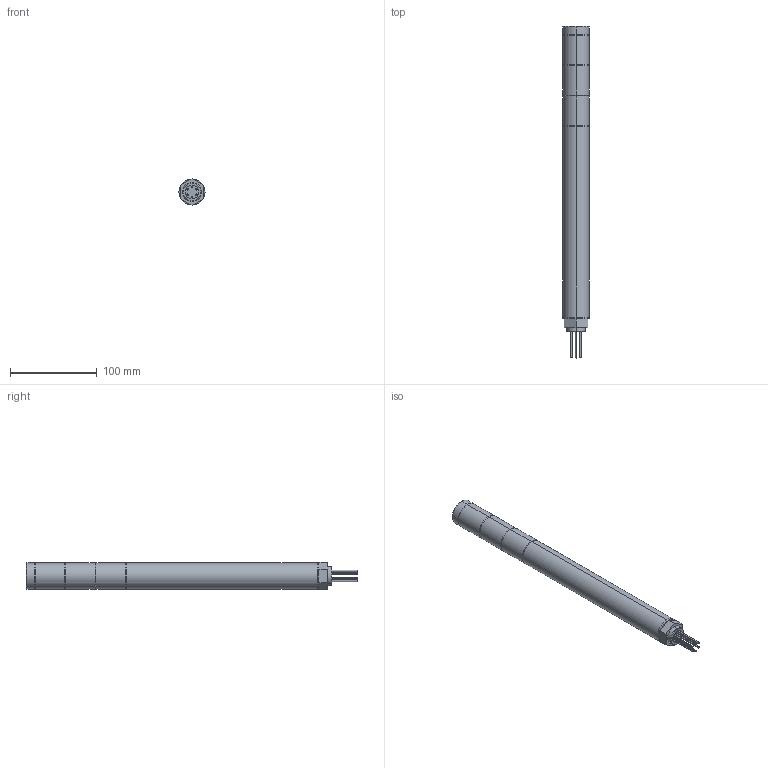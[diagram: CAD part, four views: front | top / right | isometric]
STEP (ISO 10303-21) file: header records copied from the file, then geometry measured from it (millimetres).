
FILE_DESCRIPTION (( 'STEP AP214' ), '1' );
FILE_NAME ('MP-302-RYGZ.step', '2016-10-25T14:46:25', ( '' ), ( '' ), 'SwSTEP 2.0', 'SolidWorks 2016', '' );
FILE_SCHEMA (( 'AUTOMOTIVE_DESIGN' ));
Length unit declared in the file: millimetre
Products named in the file (1): MP-302-RYGZ
Bounding box: 30 x 382 x 31.18 mm (x, y, z)
Volume: 232734.2 mm3; surface area: 48731.4 mm2
Topology: 14 solids, 14 shells, 111 faces, 214 edges, 136 vertices
Faces by surface type: plane 51, cylinder 40, torus 16, cone 4
Entity records: 3007 total; most frequent: DIRECTION 554, CARTESIAN_POINT 462, ORIENTED_EDGE 428, AXIS2_PLACEMENT_3D 228, EDGE_CURVE 214, VERTEX_POINT 136, EDGE_LOOP 122, CIRCLE 116
